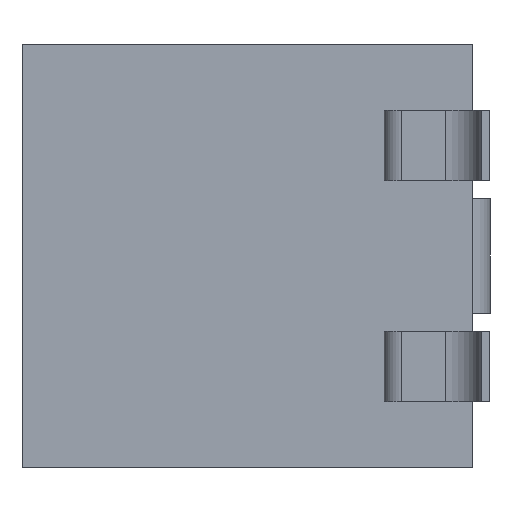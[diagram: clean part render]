
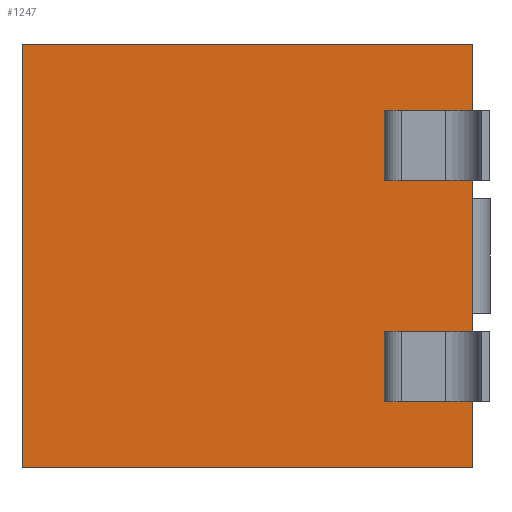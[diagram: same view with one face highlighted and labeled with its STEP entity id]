
A CAD part, left-side view. The second image highlights one B-rep face of the part: STEP entity #1247.
In plain terms, the highlighted planar face has unit normal (-1, 0, 0).
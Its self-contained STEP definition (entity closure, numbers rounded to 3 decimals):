
#147 = ORIENTED_EDGE ( 'NONE', *, *, #1636, .F. ) ;
#148 = ORIENTED_EDGE ( 'NONE', *, *, #737, .T. ) ;
#320 = CARTESIAN_POINT ( 'NONE',  ( -1.75, 0.2, 2.4 ) ) ;
#329 = DIRECTION ( 'NONE',  ( 0., 0., 1. ) ) ;
#347 = VERTEX_POINT ( 'NONE', #758 ) ;
#428 = DIRECTION ( 'NONE',  ( 0., 0., 1. ) ) ;
#456 = CARTESIAN_POINT ( 'NONE',  ( -1.75, 0.2, -2.4 ) ) ;
#465 = CARTESIAN_POINT ( 'NONE',  ( -1.75, 5.3, 2.4 ) ) ;
#537 = VERTEX_POINT ( 'NONE', #1878 ) ;
#538 = ORIENTED_EDGE ( 'NONE', *, *, #1863, .F. ) ;
#590 = FACE_OUTER_BOUND ( 'NONE', #1217, .T. ) ;
#626 = DIRECTION ( 'NONE',  ( -1., 0., 0. ) ) ;
#654 = CARTESIAN_POINT ( 'NONE',  ( -1.75, 5.3, -2.4 ) ) ;
#655 = LINE ( 'NONE', #1443, #808 ) ;
#728 = ORIENTED_EDGE ( 'NONE', *, *, #1667, .T. ) ;
#737 = EDGE_CURVE ( 'NONE', #537, #1746, #1442, .T. ) ;
#758 = CARTESIAN_POINT ( 'NONE',  ( -1.75, 0.2, -2.4 ) ) ;
#808 = VECTOR ( 'NONE', #862, 1000. ) ;
#850 = CARTESIAN_POINT ( 'NONE',  ( -1.75, 5.3, 2.4 ) ) ;
#862 = DIRECTION ( 'NONE',  ( 0., 0., 1. ) ) ;
#996 = VECTOR ( 'NONE', #1610, 1000. ) ;
#1083 = CARTESIAN_POINT ( 'NONE',  ( -1.75, 0.2, 2.4 ) ) ;
#1179 = AXIS2_PLACEMENT_3D ( 'NONE', #320, #626, #329 ) ;
#1194 = PLANE ( 'NONE',  #1179 ) ;
#1217 = EDGE_LOOP ( 'NONE', ( #147, #538, #728, #148 ) ) ;
#1247 = ADVANCED_FACE ( 'NONE', ( #590 ), #1194, .T. ) ;
#1442 = LINE ( 'NONE', #1083, #1735 ) ;
#1443 = CARTESIAN_POINT ( 'NONE',  ( -1.75, 0.2, 2.4 ) ) ;
#1473 = VERTEX_POINT ( 'NONE', #654 ) ;
#1522 = LINE ( 'NONE', #456, #996 ) ;
#1523 = LINE ( 'NONE', #850, #1779 ) ;
#1525 = DIRECTION ( 'NONE',  ( 0., 1., 0. ) ) ;
#1610 = DIRECTION ( 'NONE',  ( 0., 1., 0. ) ) ;
#1636 = EDGE_CURVE ( 'NONE', #1473, #1746, #1523, .T. ) ;
#1667 = EDGE_CURVE ( 'NONE', #347, #537, #655, .T. ) ;
#1735 = VECTOR ( 'NONE', #1525, 1000. ) ;
#1746 = VERTEX_POINT ( 'NONE', #465 ) ;
#1779 = VECTOR ( 'NONE', #428, 1000. ) ;
#1863 = EDGE_CURVE ( 'NONE', #347, #1473, #1522, .T. ) ;
#1878 = CARTESIAN_POINT ( 'NONE',  ( -1.75, 0.2, 2.4 ) ) ;
